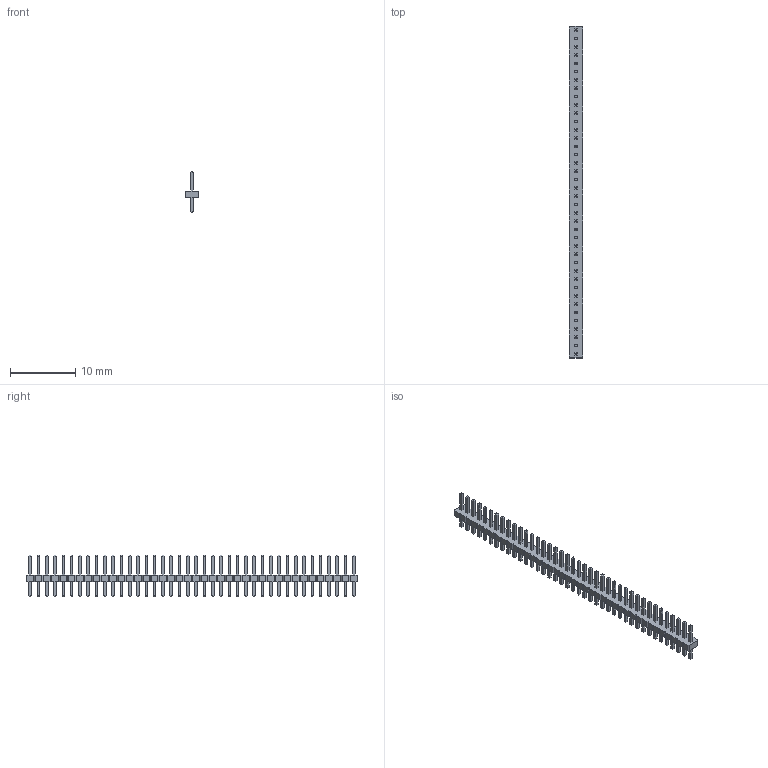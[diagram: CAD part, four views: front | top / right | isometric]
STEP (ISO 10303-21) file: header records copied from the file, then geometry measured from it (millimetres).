
FILE_DESCRIPTION(/* description */ ('model of Pin_Header_Straight_1x40_Pitch1.27mm'),/* implementation_level */ '2;1');
FILE_NAME(/* name */ 'Pin_Header_Straight_1x40_Pitch1.27mm.step',/* time_stamp */ '2017-06-29T09:16:08',/* author */ ('kicad StepUp','ksu'),/* organization */ ('FreeCAD'),/* preprocessor_version */ 'OCC',/* originating_system */ 'kicad StepUp',/* authorisation */ '');
FILE_SCHEMA(('AUTOMOTIVE_DESIGN_CC2 { 1 2 10303 214 -1 1 5 4 }'));
Length unit declared in the file: millimetre
Products named in the file (1): Pin_Header_Straight_1x40_Pitch127mm
Bounding box: 2.1 x 50.8 x 6.3 mm (x, y, z)
Volume: 138.8 mm3; surface area: 654.9 mm2
Topology: 1 solids, 1 shells, 964 faces, 2326 edges, 1444 vertices
Faces by surface type: plane 964
Entity records: 33811 total; most frequent: CARTESIAN_POINT 4735, ORIENTED_EDGE 4652, DIRECTION 4256, EDGE_CURVE 2326, LINE 2326, VECTOR 2326, VERTEX_POINT 1444, FACE_BOUND 1044
